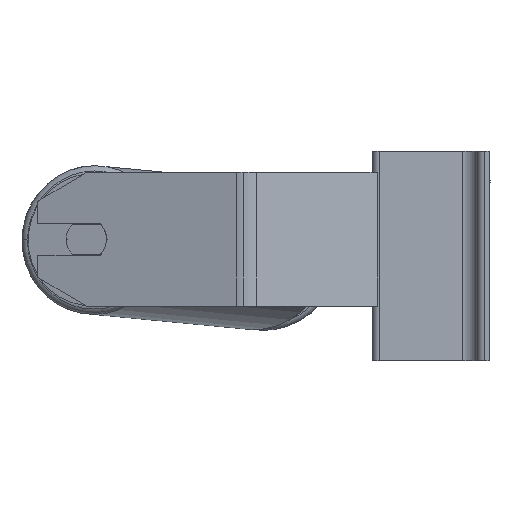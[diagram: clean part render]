
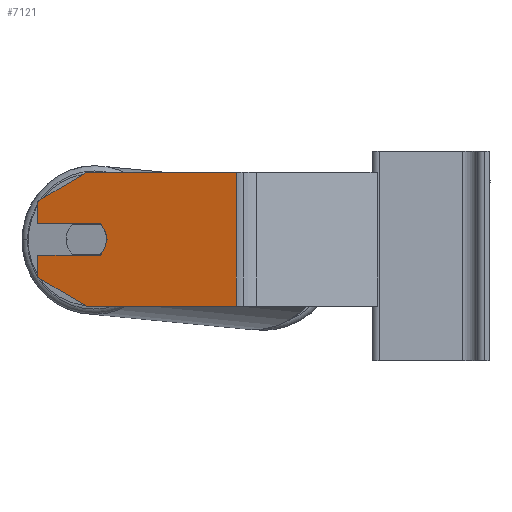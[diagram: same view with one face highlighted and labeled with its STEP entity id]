
A CAD part, left-side view. The second image highlights one B-rep face of the part: STEP entity #7121.
In plain terms, the highlighted planar face has unit normal (-0.966, 0.259, 0).
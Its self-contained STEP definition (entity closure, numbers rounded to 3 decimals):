
#70 = PLANE ( 'NONE',  #1118 ) ;
#260 = VERTEX_POINT ( 'NONE', #9058 ) ;
#667 = DIRECTION ( 'NONE',  ( 0., 0., -1. ) ) ;
#731 = CARTESIAN_POINT ( 'NONE',  ( -598.278, 217.848, 32.679 ) ) ;
#778 = EDGE_CURVE ( 'NONE', #7695, #9225, #9255, .T. ) ;
#1075 = ORIENTED_EDGE ( 'NONE', *, *, #5531, .T. ) ;
#1118 = AXIS2_PLACEMENT_3D ( 'NONE', #4181, #2028, #3375 ) ;
#1302 = EDGE_CURVE ( 'NONE', #4652, #3724, #8795, .T. ) ;
#1388 = DIRECTION ( 'NONE',  ( -0.966, 0.259, 0. ) ) ;
#1490 = EDGE_CURVE ( 'NONE', #3500, #7812, #2903, .T. ) ;
#1594 = VECTOR ( 'NONE', #2157, 1000. ) ;
#1645 = EDGE_CURVE ( 'NONE', #6014, #9569, #8727, .T. ) ;
#1647 = EDGE_CURVE ( 'NONE', #3724, #9569, #4557, .T. ) ;
#1860 = ORIENTED_EDGE ( 'NONE', *, *, #778, .T. ) ;
#2028 = DIRECTION ( 'NONE',  ( 0.966, -0.259, 0. ) ) ;
#2145 = ORIENTED_EDGE ( 'NONE', *, *, #5268, .F. ) ;
#2157 = DIRECTION ( 'NONE',  ( -0.224, -0.837, -0.5 ) ) ;
#2363 = CARTESIAN_POINT ( 'NONE',  ( -598.278, 217.848, 0.5 ) ) ;
#2422 = CARTESIAN_POINT ( 'NONE',  ( -630.089, 99.129, 50. ) ) ;
#2572 = FACE_OUTER_BOUND ( 'NONE', #7984, .T. ) ;
#2597 = VECTOR ( 'NONE', #667, 1000. ) ;
#2677 = DIRECTION ( 'NONE',  ( 0.224, 0.837, -0.5 ) ) ;
#2735 = DIRECTION ( 'NONE',  ( 0.259, 0.966, 0. ) ) ;
#2811 = CARTESIAN_POINT ( 'NONE',  ( -608.145, 181.023, 19.5 ) ) ;
#2825 = DIRECTION ( 'NONE',  ( 0., 0., -1. ) ) ;
#2903 = LINE ( 'NONE', #4277, #9619 ) ;
#2999 = DIRECTION ( 'NONE',  ( 0., 0., -1. ) ) ;
#3057 = CARTESIAN_POINT ( 'NONE',  ( -598.278, 217.848, -30. ) ) ;
#3167 = DIRECTION ( 'NONE',  ( -0.259, -0.966, 0. ) ) ;
#3375 = DIRECTION ( 'NONE',  ( 0.259, 0.966, 0. ) ) ;
#3500 = VERTEX_POINT ( 'NONE', #2811 ) ;
#3697 = ORIENTED_EDGE ( 'NONE', *, *, #10473, .F. ) ;
#3716 = CARTESIAN_POINT ( 'NONE',  ( -606.043, 188.871, -30. ) ) ;
#3724 = VERTEX_POINT ( 'NONE', #2422 ) ;
#3842 = VECTOR ( 'NONE', #2999, 1000. ) ;
#4037 = ORIENTED_EDGE ( 'NONE', *, *, #6308, .F. ) ;
#4095 = CARTESIAN_POINT ( 'NONE',  ( -606.043, 188.871, 50. ) ) ;
#4181 = CARTESIAN_POINT ( 'NONE',  ( -598.278, 217.848, 50. ) ) ;
#4261 = CARTESIAN_POINT ( 'NONE',  ( -598.278, 217.848, 50. ) ) ;
#4277 = CARTESIAN_POINT ( 'NONE',  ( -598.278, 217.848, 19.5 ) ) ;
#4280 = EDGE_CURVE ( 'NONE', #4652, #5386, #6055, .T. ) ;
#4512 = CARTESIAN_POINT ( 'NONE',  ( -630.089, 99.129, -30. ) ) ;
#4557 = LINE ( 'NONE', #5512, #2597 ) ;
#4646 = LINE ( 'NONE', #6272, #3842 ) ;
#4652 = VERTEX_POINT ( 'NONE', #4095 ) ;
#4660 = LINE ( 'NONE', #3716, #1594 ) ;
#4736 = CARTESIAN_POINT ( 'NONE',  ( -598.278, 217.848, -12.679 ) ) ;
#4741 = DIRECTION ( 'NONE',  ( -0.966, 0.259, 0. ) ) ;
#4840 = DIRECTION ( 'NONE',  ( -0.259, -0.966, 0. ) ) ;
#4843 = ORIENTED_EDGE ( 'NONE', *, *, #4280, .T. ) ;
#5214 = EDGE_CURVE ( 'NONE', #9225, #6014, #4660, .T. ) ;
#5268 = EDGE_CURVE ( 'NONE', #7695, #260, #9107, .T. ) ;
#5338 = CARTESIAN_POINT ( 'NONE',  ( -598.278, 217.848, 50. ) ) ;
#5386 = VERTEX_POINT ( 'NONE', #731 ) ;
#5450 = CARTESIAN_POINT ( 'NONE',  ( -606.043, 188.871, -30. ) ) ;
#5507 = ORIENTED_EDGE ( 'NONE', *, *, #1647, .F. ) ;
#5512 = CARTESIAN_POINT ( 'NONE',  ( -630.089, 99.129, 50. ) ) ;
#5531 = EDGE_CURVE ( 'NONE', #5386, #7812, #4646, .T. ) ;
#5834 = DIRECTION ( 'NONE',  ( -0.259, -0.966, 0. ) ) ;
#5871 = VECTOR ( 'NONE', #2677, 1000. ) ;
#6014 = VERTEX_POINT ( 'NONE', #5450 ) ;
#6055 = LINE ( 'NONE', #8292, #5871 ) ;
#6092 = ORIENTED_EDGE ( 'NONE', *, *, #1490, .F. ) ;
#6272 = CARTESIAN_POINT ( 'NONE',  ( -598.278, 217.848, 50. ) ) ;
#6308 = EDGE_CURVE ( 'NONE', #260, #7799, #8823, .T. ) ;
#6405 = VECTOR ( 'NONE', #5834, 1000. ) ;
#6991 = CARTESIAN_POINT ( 'NONE',  ( -598.278, 217.848, 0.5 ) ) ;
#7121 = ADVANCED_FACE ( 'NONE', ( #2572 ), #70, .F. ) ;
#7167 = DIRECTION ( 'NONE',  ( -0.259, -0.966, 0. ) ) ;
#7295 = CARTESIAN_POINT ( 'NONE',  ( -606.043, 188.871, 10. ) ) ;
#7342 = CARTESIAN_POINT ( 'NONE',  ( -609.278, 176.796, 10. ) ) ;
#7349 = ORIENTED_EDGE ( 'NONE', *, *, #5214, .T. ) ;
#7530 = VECTOR ( 'NONE', #8851, 1000. ) ;
#7695 = VERTEX_POINT ( 'NONE', #6991 ) ;
#7799 = VERTEX_POINT ( 'NONE', #7342 ) ;
#7812 = VERTEX_POINT ( 'NONE', #9624 ) ;
#7984 = EDGE_LOOP ( 'NONE', ( #1860, #7349, #8725, #5507, #9302, #4843, #1075, #6092, #3697, #4037, #2145 ) ) ;
#8058 = VECTOR ( 'NONE', #7167, 1000. ) ;
#8292 = CARTESIAN_POINT ( 'NONE',  ( -598.278, 217.848, 32.679 ) ) ;
#8725 = ORIENTED_EDGE ( 'NONE', *, *, #1645, .T. ) ;
#8727 = LINE ( 'NONE', #3057, #8058 ) ;
#8795 = LINE ( 'NONE', #5338, #7530 ) ;
#8823 = CIRCLE ( 'NONE', #9691, 12.5 ) ;
#8851 = DIRECTION ( 'NONE',  ( -0.259, -0.966, 0. ) ) ;
#9058 = CARTESIAN_POINT ( 'NONE',  ( -608.145, 181.023, 0.5 ) ) ;
#9107 = LINE ( 'NONE', #2363, #6405 ) ;
#9176 = CIRCLE ( 'NONE', #10560, 12.5 ) ;
#9225 = VERTEX_POINT ( 'NONE', #4736 ) ;
#9255 = LINE ( 'NONE', #4261, #10636 ) ;
#9302 = ORIENTED_EDGE ( 'NONE', *, *, #1302, .F. ) ;
#9392 = CARTESIAN_POINT ( 'NONE',  ( -606.043, 188.871, 10. ) ) ;
#9569 = VERTEX_POINT ( 'NONE', #4512 ) ;
#9619 = VECTOR ( 'NONE', #2735, 1000. ) ;
#9624 = CARTESIAN_POINT ( 'NONE',  ( -598.278, 217.848, 19.5 ) ) ;
#9691 = AXIS2_PLACEMENT_3D ( 'NONE', #9392, #1388, #3167 ) ;
#10473 = EDGE_CURVE ( 'NONE', #7799, #3500, #9176, .T. ) ;
#10560 = AXIS2_PLACEMENT_3D ( 'NONE', #7295, #4741, #4840 ) ;
#10636 = VECTOR ( 'NONE', #2825, 1000. ) ;
